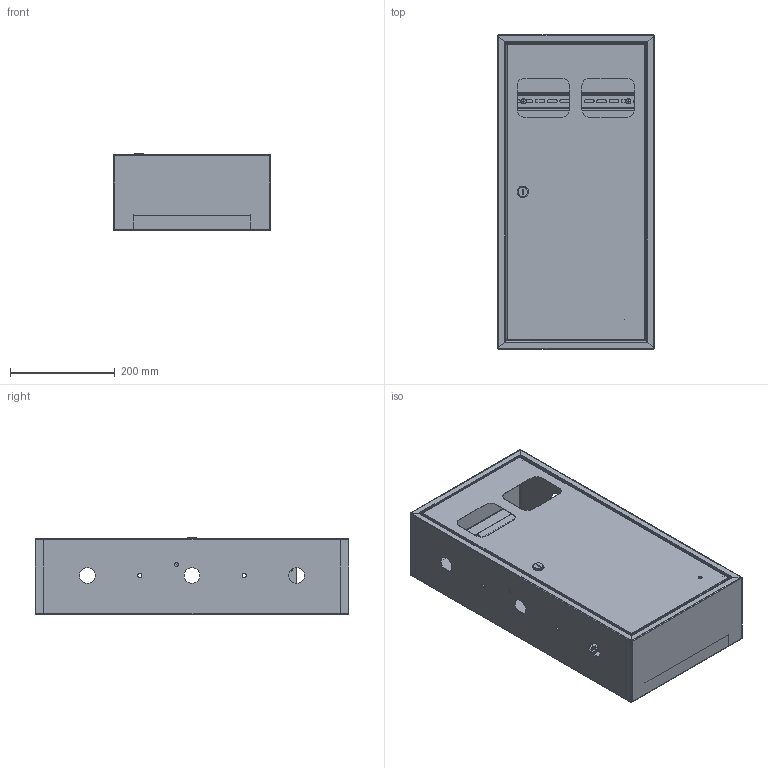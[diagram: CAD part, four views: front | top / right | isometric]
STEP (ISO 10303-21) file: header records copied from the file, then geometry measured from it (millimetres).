
FILE_DESCRIPTION (( 'STEP AP203' ), '1' );
FILE_NAME ('ÌÈ-2097.00.00.000 ßÓÐ íà 2 ñ÷åò÷èêà ñ äâóìÿ DIN-ðåéêàìè (600õ300õ150) EKF Basic.STEP', '2021-04-26T12:11:41', ( '' ), ( '' ), 'SwSTEP 2.0', 'SolidWorks 2021', '' );
FILE_SCHEMA (( 'CONFIG_CONTROL_DESIGN' ));
Length unit declared in the file: millimetre
Products named in the file (21): ÌÈ-1800.01.02.000 ÑÁ Ñòåíêà ëåâàÿ â ñáîðå; Çàìîê ïî÷òîâûé; ÌÈ-1800.01.00.000 ÑÁ Êîðïóñ â ñáîðå; ÌÈ-1800.01.01.001 Ñòåíêà ïðàâàÿ; ﾌﾈ-1800.03.00.002 ﾊ煇鳫; 倘-1800.03.00.001 相礤朦 聍弪麒赅; cross ph tapping 968_din_Screw DIN 968-ST4.2x13-C-H-N; ﾌﾈ-2097.01.00.001 ﾄ粢; ÌÈ-2097.00.00.000 ßÓÐ íà 2 ñ÷åò÷èêà ñ äâóìÿ DIN-ðåéêàìè (600õ300õ150) EKF Basic; ÌÈ-1800.01.02.001 Ñòåíêà ëåâàÿ; Çàêëåïêà ãàå÷íàÿ Ì4_Œ8; Øïèëüêà Ì6õ12; ÌÈ-1800.00.00.001 Ôàëüøïàíåëü; 昈-1800.01.01.002 赶鎀鍧; ÌÈ-1800.01.00.001 Ñòåíêà çàäíÿÿ; ÌÈ-2097.01.00.000 ÑÁ Äâåðü â ñáîðå; DIN-ðåéêà ßÓÐ; pan head cross recess screw_din_DIN EN ISO 7045 - M4 x 16 - Z - 16N; pan head cross recess screw_din_ISO 7045 - M4 x 16 - Z --- 16N; ÌÈ-1800.03.00.000 Øàññè â ñáîðå; ÌÈ-1800.01.01.000 ÑÁ Ñòåíêà ïðàâàÿ â ñáîðå
Assembly tree (38 placements, depth 4):
  ÌÈ-2097.00.00.000 ßÓÐ íà 2 ñ÷åò÷èêà ñ äâóìÿ DIN-ðåéêàìè (600õ300õ150) EKF Basic
    ÌÈ-1800.01.00.000 ÑÁ Êîðïóñ â ñáîðå
      ÌÈ-1800.01.01.000 ÑÁ Ñòåíêà ïðàâàÿ â ñáîðå
        ÌÈ-1800.01.01.001 Ñòåíêà ïðàâàÿ
        Øïèëüêà Ì6õ12  x2
        昈-1800.01.01.002 赶鎀鍧  x2
      ÌÈ-1800.01.00.001 Ñòåíêà çàäíÿÿ
      ÌÈ-1800.01.02.000 ÑÁ Ñòåíêà ëåâàÿ â ñáîðå
        ÌÈ-1800.01.02.001 Ñòåíêà ëåâàÿ
        Øïèëüêà Ì6õ12
      Çàêëåïêà ãàå÷íàÿ Ì4_Œ8  x2
    ÌÈ-2097.01.00.000 ÑÁ Äâåðü â ñáîðå
      ﾌﾈ-2097.01.00.001 ﾄ粢
      Çàêëåïêà ãàå÷íàÿ Ì4_Œ8  x2
      Øïèëüêà Ì6õ12
      Çàìîê ïî÷òîâûé
    pan head cross recess screw_din_ISO 7045 - M4 x 16 - Z --- 16N  x2
    ÌÈ-1800.00.00.001 Ôàëüøïàíåëü
    ÌÈ-1800.03.00.000 Øàññè â ñáîðå
      倘-1800.03.00.001 相礤朦 聍弪麒赅
      DIN-ðåéêà ßÓÐ  x2
      ﾌﾈ-1800.03.00.002 ﾊ煇鳫  x2
      Çàêëåïêà ãàå÷íàÿ Ì4_Œ8  x2
      pan head cross recess screw_din_DIN EN ISO 7045 - M4 x 16 - Z - 16N  x2
      cross ph tapping 968_din_Screw DIN 968-ST4.2x13-C-H-N  x2
    pan head cross recess screw_din_DIN EN ISO 7045 - M4 x 16 - Z - 16N  x2
    cross ph tapping 968_din_Screw DIN 968-ST4.2x13-C-H-N  x2
Bounding box: 300 x 600 x 148 mm (x, y, z)
Volume: 622052.4 mm3; surface area: 1752663 mm2
Topology: 33 solids, 33 shells, 1961 faces, 5007 edges, 3178 vertices
Faces by surface type: plane 1054, bspline 375, cylinder 358, cone 106, torus 48, sphere 20
Entity records: 30948 total; most frequent: CARTESIAN_POINT 9156, ORIENTED_EDGE 3992, DIRECTION 3800, EDGE_CURVE 1996, AXIS2_PLACEMENT_3D 1273, LINE 1254, VECTOR 1254, VERTEX_POINT 1233
